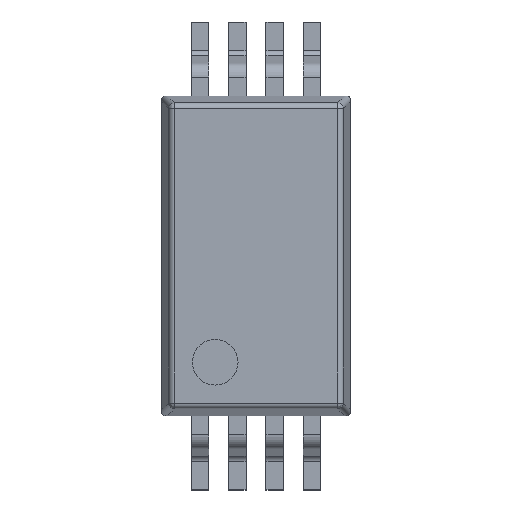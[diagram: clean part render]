
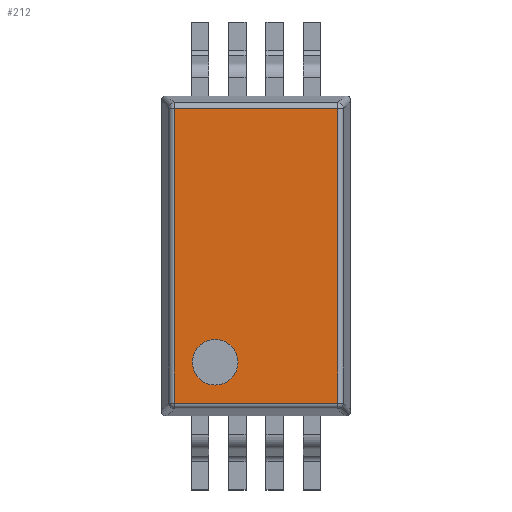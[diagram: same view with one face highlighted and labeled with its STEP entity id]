
A CAD part, top view. The second image highlights one B-rep face of the part: STEP entity #212.
In plain terms, the highlighted planar face has unit normal (0, 0, 1).
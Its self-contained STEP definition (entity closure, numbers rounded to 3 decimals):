
#212=ADVANCED_FACE('',(#872,#874),#876,.T.);
#872=FACE_BOUND('',#873,.T.);
#873=EDGE_LOOP('',(#1496,#1497,#1498,#1499));
#874=FACE_BOUND('',#875,.T.);
#875=EDGE_LOOP('',(#1500));
#876=PLANE('',#877);
#877=AXIS2_PLACEMENT_3D('',#878,#879,#880);
#878=CARTESIAN_POINT('',(0.,0.,2.));
#879=DIRECTION('',(0.,0.,1.));
#880=DIRECTION('',(1.,0.,0.));
#1496=ORIENTED_EDGE('',*,*,#1844,.T.);
#1497=ORIENTED_EDGE('',*,*,#1845,.T.);
#1498=ORIENTED_EDGE('',*,*,#1846,.T.);
#1499=ORIENTED_EDGE('',*,*,#1847,.T.);
#1500=ORIENTED_EDGE('',*,*,#1848,.T.);
#1844=EDGE_CURVE('',#2034,#2035,#2036,.T.);
#1845=EDGE_CURVE('',#2035,#2037,#2038,.T.);
#1846=EDGE_CURVE('',#2037,#2039,#2040,.T.);
#1847=EDGE_CURVE('',#2039,#2034,#2041,.T.);
#1848=EDGE_CURVE('',#2042,#2042,#2043,.F.);
#2034=VERTEX_POINT('',#2386);
#2035=VERTEX_POINT('',#2387);
#2036=LINE('',#2388,#2389);
#2037=VERTEX_POINT('',#2391);
#2038=LINE('',#2392,#2393);
#2039=VERTEX_POINT('',#2395);
#2040=LINE('',#2396,#2397);
#2041=LINE('',#2399,#2400);
#2042=VERTEX_POINT('',#2402);
#2043=CIRCLE('',#2403,0.4);
#2386=CARTESIAN_POINT('',(1.43,-2.58,2.));
#2387=CARTESIAN_POINT('',(1.43,2.58,2.));
#2388=CARTESIAN_POINT('',(1.43,-2.58,2.));
#2389=VECTOR('',#2390,1.);
#2390=DIRECTION('',(0.,1.,0.));
#2391=CARTESIAN_POINT('',(-1.43,2.58,2.));
#2392=CARTESIAN_POINT('',(1.43,2.58,2.));
#2393=VECTOR('',#2394,1.);
#2394=DIRECTION('',(-1.,0.,0.));
#2395=CARTESIAN_POINT('',(-1.43,-2.58,2.));
#2396=CARTESIAN_POINT('',(-1.43,2.58,2.));
#2397=VECTOR('',#2398,1.);
#2398=DIRECTION('',(0.,-1.,0.));
#2399=CARTESIAN_POINT('',(-1.43,-2.58,2.));
#2400=VECTOR('',#2401,1.);
#2401=DIRECTION('',(1.,0.,0.));
#2402=CARTESIAN_POINT('',(-0.315,-1.865,2.));
#2403=AXIS2_PLACEMENT_3D('',#2404,#2405,#2406);
#2404=CARTESIAN_POINT('',(-0.715,-1.865,2.));
#2405=DIRECTION('',(0.,0.,1.));
#2406=DIRECTION('',(1.,0.,0.));
